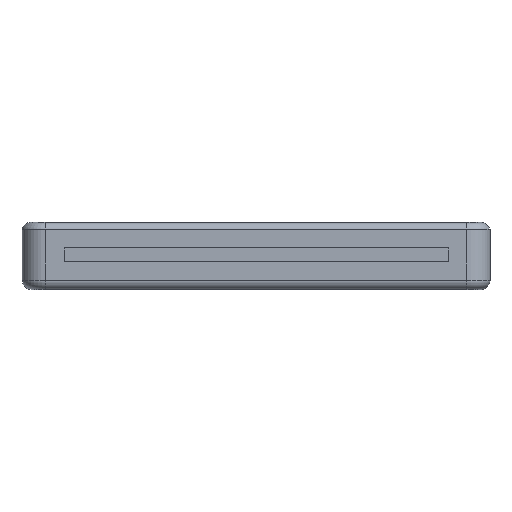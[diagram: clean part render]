
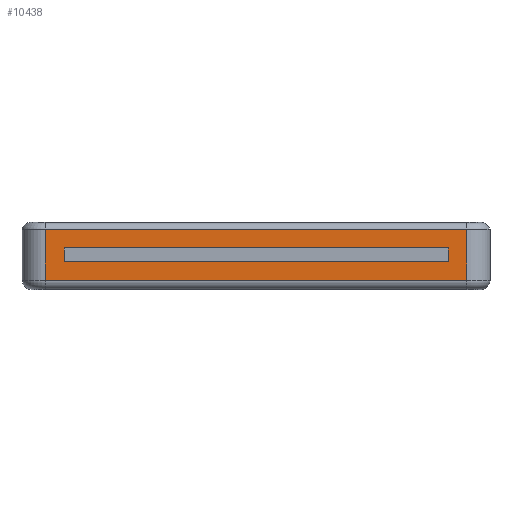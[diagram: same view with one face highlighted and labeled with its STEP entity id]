
A CAD part, left-side view. The second image highlights one B-rep face of the part: STEP entity #10438.
In plain terms, the highlighted planar face has unit normal (-1, 0, 0).
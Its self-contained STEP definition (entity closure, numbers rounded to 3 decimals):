
#441=FACE_BOUND('',#1790,.T.);
#744=PLANE('',#10894);
#1190=FACE_OUTER_BOUND('',#1789,.T.);
#1789=EDGE_LOOP('',(#8972,#8973,#8974,#8975));
#1790=EDGE_LOOP('',(#8976,#8977,#8978,#8979));
#2311=LINE('',#16397,#3234);
#2315=LINE('',#16405,#3238);
#2318=LINE('',#16411,#3241);
#2321=LINE('',#16416,#3244);
#2343=LINE('',#16471,#3266);
#2770=LINE('',#18818,#3693);
#2771=LINE('',#18825,#3694);
#2772=LINE('',#18826,#3695);
#3234=VECTOR('',#11636,10.);
#3238=VECTOR('',#11642,10.);
#3241=VECTOR('',#11647,10.);
#3244=VECTOR('',#11652,10.);
#3266=VECTOR('',#11702,10.);
#3693=VECTOR('',#12463,10.);
#3694=VECTOR('',#12476,10.);
#3695=VECTOR('',#12477,10.);
#4601=VERTEX_POINT('',#16395);
#4602=VERTEX_POINT('',#16396);
#4605=VERTEX_POINT('',#16404);
#4607=VERTEX_POINT('',#16410);
#4626=VERTEX_POINT('',#16468);
#4627=VERTEX_POINT('',#16470);
#5019=VERTEX_POINT('',#18812);
#5020=VERTEX_POINT('',#18816);
#5757=EDGE_CURVE('',#4601,#4602,#2311,.T.);
#5761=EDGE_CURVE('',#4605,#4601,#2315,.T.);
#5764=EDGE_CURVE('',#4607,#4605,#2318,.T.);
#5767=EDGE_CURVE('',#4602,#4607,#2321,.T.);
#5793=EDGE_CURVE('',#4626,#4627,#2343,.T.);
#6383=EDGE_CURVE('',#5020,#5019,#2770,.T.);
#6387=EDGE_CURVE('',#4627,#5020,#2771,.T.);
#6388=EDGE_CURVE('',#5019,#4626,#2772,.T.);
#8972=ORIENTED_EDGE('',*,*,#6383,.F.);
#8973=ORIENTED_EDGE('',*,*,#6387,.F.);
#8974=ORIENTED_EDGE('',*,*,#5793,.F.);
#8975=ORIENTED_EDGE('',*,*,#6388,.F.);
#8976=ORIENTED_EDGE('',*,*,#5757,.T.);
#8977=ORIENTED_EDGE('',*,*,#5767,.T.);
#8978=ORIENTED_EDGE('',*,*,#5764,.T.);
#8979=ORIENTED_EDGE('',*,*,#5761,.T.);
#10438=ADVANCED_FACE('',(#1190,#441),#744,.T.);
#10894=AXIS2_PLACEMENT_3D('',#18824,#12474,#12475);
#11636=DIRECTION('',(0.,0.,-1.));
#11642=DIRECTION('',(0.,-1.,0.));
#11647=DIRECTION('',(0.,0.,1.));
#11652=DIRECTION('',(0.,1.,0.));
#11702=DIRECTION('',(0.,-1.,0.));
#12463=DIRECTION('',(0.,1.,0.));
#12474=DIRECTION('center_axis',(-1.,0.,0.));
#12475=DIRECTION('ref_axis',(0.,-1.,0.));
#12476=DIRECTION('',(0.,0.,-1.));
#12477=DIRECTION('',(0.,0.,1.));
#16395=CARTESIAN_POINT('',(-30.,-32.,9.));
#16396=CARTESIAN_POINT('',(-30.,-32.,6.));
#16397=CARTESIAN_POINT('',(-30.,-32.,4.5));
#16404=CARTESIAN_POINT('',(-30.,51.,9.));
#16405=CARTESIAN_POINT('',(-30.,55.5,9.));
#16410=CARTESIAN_POINT('',(-30.,51.,6.));
#16411=CARTESIAN_POINT('',(-30.,51.,3.));
#16416=CARTESIAN_POINT('',(-30.,14.,6.));
#16468=CARTESIAN_POINT('',(-30.,55.,13.));
#16470=CARTESIAN_POINT('',(-30.,-36.,13.));
#16471=CARTESIAN_POINT('',(-30.,-41.,13.));
#18812=CARTESIAN_POINT('',(-30.,55.,2.));
#18816=CARTESIAN_POINT('',(-30.,-36.,2.));
#18818=CARTESIAN_POINT('',(-30.,34.75,2.));
#18824=CARTESIAN_POINT('Origin',(-30.,60.,0.));
#18825=CARTESIAN_POINT('',(-30.,-36.,0.));
#18826=CARTESIAN_POINT('',(-30.,55.,0.));
